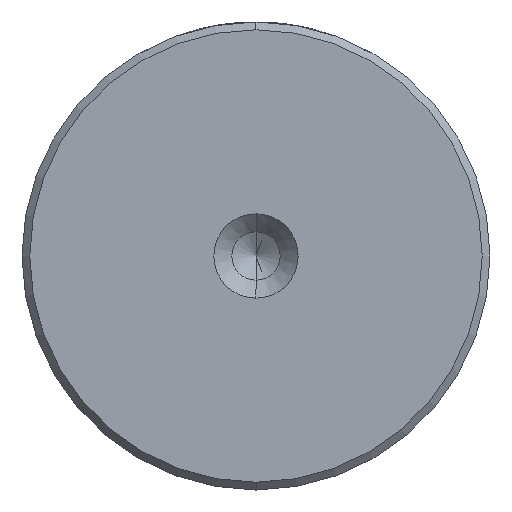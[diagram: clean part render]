
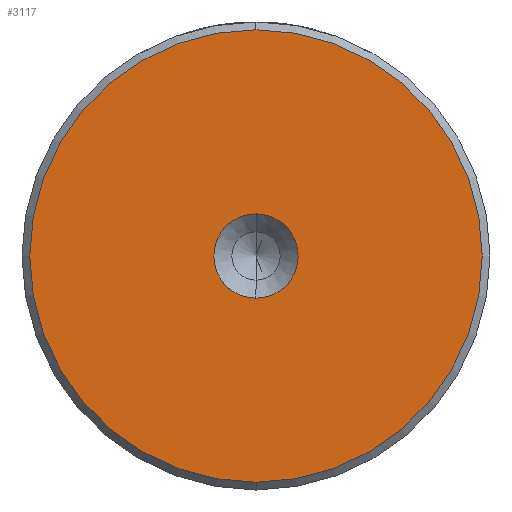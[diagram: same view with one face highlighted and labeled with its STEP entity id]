
A CAD part, left-side view. The second image highlights one B-rep face of the part: STEP entity #3117.
In plain terms, the highlighted planar face has unit normal (-1, 0, 0).
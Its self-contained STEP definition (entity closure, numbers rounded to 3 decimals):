
#39 = DIRECTION ( 'NONE',  ( -1., 0., 0. ) ) ;
#202 = CIRCLE ( 'NONE', #2611, 14.5 ) ;
#226 = DIRECTION ( 'NONE',  ( -1., 0., 0. ) ) ;
#429 = DIRECTION ( 'NONE',  ( -1., 0., 0. ) ) ;
#523 = EDGE_CURVE ( 'NONE', #934, #1692, #2186, .T. ) ;
#847 = AXIS2_PLACEMENT_3D ( 'NONE', #1541, #39, #1797 ) ;
#934 = VERTEX_POINT ( 'NONE', #1662 ) ;
#980 = CIRCLE ( 'NONE', #2331, 14.5 ) ;
#998 = CARTESIAN_POINT ( 'NONE',  ( 0., 0., 0. ) ) ;
#1218 = DIRECTION ( 'NONE',  ( 0., 0., 1. ) ) ;
#1225 = ORIENTED_EDGE ( 'NONE', *, *, #1897, .T. ) ;
#1230 = ORIENTED_EDGE ( 'NONE', *, *, #2140, .T. ) ;
#1252 = DIRECTION ( 'NONE',  ( 0., 0., 1. ) ) ;
#1377 = CIRCLE ( 'NONE', #847, 2.7 ) ;
#1406 = PLANE ( 'NONE',  #2884 ) ;
#1471 = DIRECTION ( 'NONE',  ( -1., 0., 0. ) ) ;
#1481 = CARTESIAN_POINT ( 'NONE',  ( 0., 0., 0. ) ) ;
#1488 = ORIENTED_EDGE ( 'NONE', *, *, #523, .F. ) ;
#1527 = ORIENTED_EDGE ( 'NONE', *, *, #2229, .F. ) ;
#1541 = CARTESIAN_POINT ( 'NONE',  ( 0., 0., 0. ) ) ;
#1590 = FACE_BOUND ( 'NONE', #3125, .T. ) ;
#1662 = CARTESIAN_POINT ( 'NONE',  ( 0., 0., -2.7 ) ) ;
#1682 = CARTESIAN_POINT ( 'NONE',  ( 0., 0., 0. ) ) ;
#1692 = VERTEX_POINT ( 'NONE', #2595 ) ;
#1727 = VERTEX_POINT ( 'NONE', #2673 ) ;
#1735 = CARTESIAN_POINT ( 'NONE',  ( 0., 0., 0. ) ) ;
#1797 = DIRECTION ( 'NONE',  ( 0., 0., 1. ) ) ;
#1897 = EDGE_CURVE ( 'NONE', #1727, #2324, #980, .T. ) ;
#1999 = DIRECTION ( 'NONE',  ( 0., 0., 1. ) ) ;
#2088 = CARTESIAN_POINT ( 'NONE',  ( 0., 0., 14.5 ) ) ;
#2140 = EDGE_CURVE ( 'NONE', #2324, #1727, #202, .T. ) ;
#2186 = CIRCLE ( 'NONE', #2724, 2.7 ) ;
#2195 = DIRECTION ( 'NONE',  ( 0., 0., 1. ) ) ;
#2229 = EDGE_CURVE ( 'NONE', #1692, #934, #1377, .T. ) ;
#2324 = VERTEX_POINT ( 'NONE', #2088 ) ;
#2331 = AXIS2_PLACEMENT_3D ( 'NONE', #1735, #226, #1999 ) ;
#2595 = CARTESIAN_POINT ( 'NONE',  ( 0., 0., 2.7 ) ) ;
#2611 = AXIS2_PLACEMENT_3D ( 'NONE', #998, #2785, #1252 ) ;
#2673 = CARTESIAN_POINT ( 'NONE',  ( 0., 0., -14.5 ) ) ;
#2724 = AXIS2_PLACEMENT_3D ( 'NONE', #1481, #1471, #1218 ) ;
#2785 = DIRECTION ( 'NONE',  ( -1., 0., 0. ) ) ;
#2877 = FACE_OUTER_BOUND ( 'NONE', #3290, .T. ) ;
#2884 = AXIS2_PLACEMENT_3D ( 'NONE', #1682, #429, #2195 ) ;
#3117 = ADVANCED_FACE ( 'NONE', ( #2877, #1590 ), #1406, .T. ) ;
#3125 = EDGE_LOOP ( 'NONE', ( #1527, #1488 ) ) ;
#3290 = EDGE_LOOP ( 'NONE', ( #1225, #1230 ) ) ;
